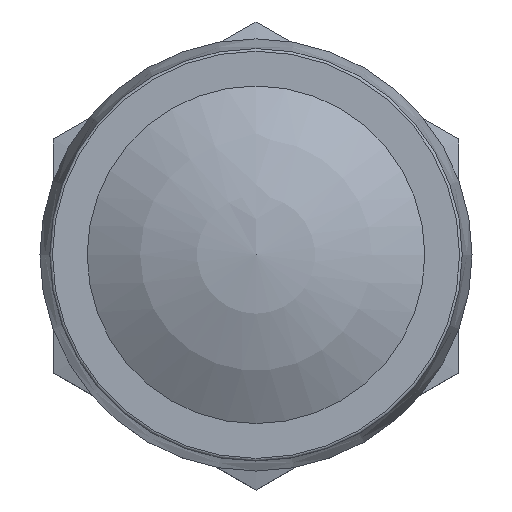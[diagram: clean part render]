
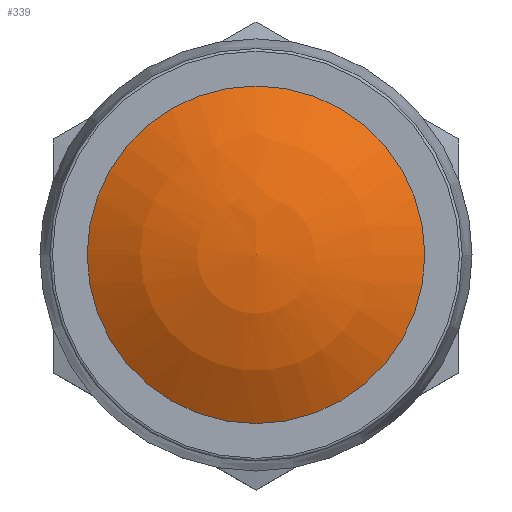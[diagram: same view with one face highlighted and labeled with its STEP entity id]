
A CAD part, top view. The second image highlights one B-rep face of the part: STEP entity #339.
In plain terms, the highlighted spherical face has radius 23.501 mm.
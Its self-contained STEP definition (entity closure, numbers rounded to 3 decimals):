
#339 = ADVANCED_FACE( '', ( #714 ), #715, .T. );
#714 = FACE_OUTER_BOUND( '', #1436, .T. );
#715 = SPHERICAL_SURFACE( '', #1437, 23.501 );
#1436 = EDGE_LOOP( '', ( #2459 ) );
#1437 = AXIS2_PLACEMENT_3D( '', #2460, #2461, #2462 );
#2459 = ORIENTED_EDGE( '', *, *, #2718, .T. );
#2460 = CARTESIAN_POINT( '', ( 0., 0., 4.499 ) );
#2461 = DIRECTION( '', ( 0., 0., 1. ) );
#2462 = DIRECTION( '', ( 0., 1., 0. ) );
#2718 = EDGE_CURVE( '', #3208, #3208, #3209, .T. );
#3208 = VERTEX_POINT( '', #4044 );
#3209 = CIRCLE( '', #4045, 12.5 );
#4044 = CARTESIAN_POINT( '', ( 12.5, 0., 24.4 ) );
#4045 = AXIS2_PLACEMENT_3D( '', #4951, #4952, #4953 );
#4951 = CARTESIAN_POINT( '', ( 0., 0., 24.4 ) );
#4952 = DIRECTION( '', ( 0., 0., 1. ) );
#4953 = DIRECTION( '', ( 1., 0., 0. ) );
